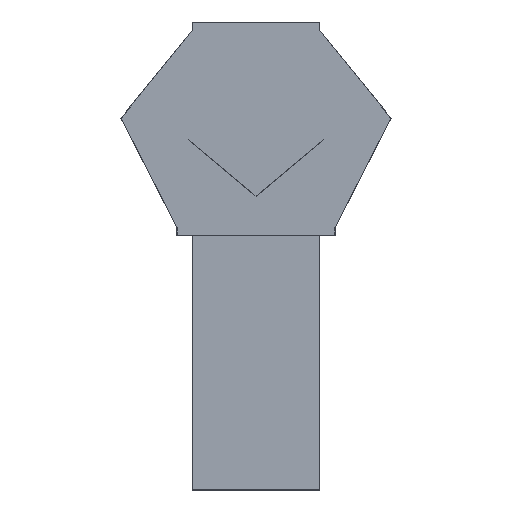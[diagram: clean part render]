
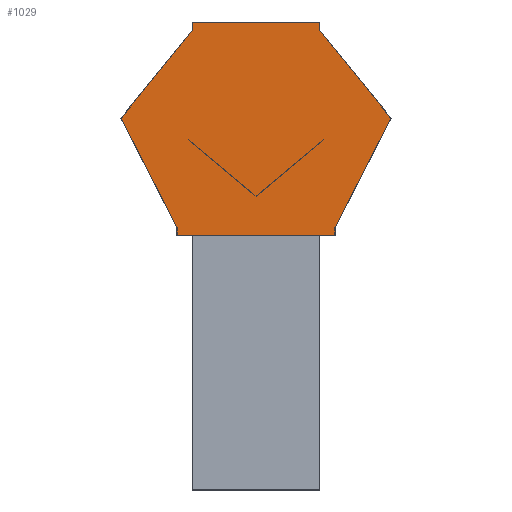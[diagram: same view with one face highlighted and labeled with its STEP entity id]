
A CAD part, top view. The second image highlights one B-rep face of the part: STEP entity #1029.
In plain terms, the highlighted planar face has unit normal (0, 0, 1).
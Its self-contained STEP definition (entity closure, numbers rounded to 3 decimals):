
#21 = CARTESIAN_POINT ( 'NONE',  ( -425., 0., 500. ) ) ;
#22 = VECTOR ( 'NONE', #556, 1000. ) ;
#72 = LINE ( 'NONE', #1103, #517 ) ;
#79 = ORIENTED_EDGE ( 'NONE', *, *, #385, .T. ) ;
#86 = CARTESIAN_POINT ( 'NONE',  ( -249.306, -369.82, 500. ) ) ;
#116 = CARTESIAN_POINT ( 'NONE',  ( -249.306, -344.82, 500. ) ) ;
#117 = DIRECTION ( 'NONE',  ( 0., 1., 0. ) ) ;
#152 = ORIENTED_EDGE ( 'NONE', *, *, #1552, .T. ) ;
#204 = VECTOR ( 'NONE', #1591, 1000. ) ;
#278 = VERTEX_POINT ( 'NONE', #994 ) ;
#347 = EDGE_CURVE ( 'NONE', #1400, #1368, #1032, .T. ) ;
#360 = EDGE_CURVE ( 'NONE', #278, #1163, #1630, .T. ) ;
#368 = LINE ( 'NONE', #1485, #204 ) ;
#385 = EDGE_CURVE ( 'NONE', #1453, #1163, #587, .T. ) ;
#392 = CARTESIAN_POINT ( 'NONE',  ( 0., 0., 500. ) ) ;
#425 = VERTEX_POINT ( 'NONE', #86 ) ;
#481 = VERTEX_POINT ( 'NONE', #1140 ) ;
#489 = CARTESIAN_POINT ( 'NONE',  ( 249.306, -344.82, 500. ) ) ;
#511 = VECTOR ( 'NONE', #645, 1000. ) ;
#517 = VECTOR ( 'NONE', #117, 1000. ) ;
#518 = ORIENTED_EDGE ( 'NONE', *, *, #733, .T. ) ;
#527 = DIRECTION ( 'NONE',  ( 1., 0., 0. ) ) ;
#539 = VECTOR ( 'NONE', #1102, 1000. ) ;
#553 = DIRECTION ( 'NONE',  ( 1., 0., 0. ) ) ;
#556 = DIRECTION ( 'NONE',  ( 1., 0., 0. ) ) ;
#572 = LINE ( 'NONE', #116, #539 ) ;
#587 = LINE ( 'NONE', #740, #656 ) ;
#614 = ORIENTED_EDGE ( 'NONE', *, *, #360, .F. ) ;
#639 = DIRECTION ( 'NONE',  ( -0.629, -0.777, 0. ) ) ;
#645 = DIRECTION ( 'NONE',  ( 0., -1., 0. ) ) ;
#650 = CARTESIAN_POINT ( 'NONE',  ( -249.306, -344.82, 500. ) ) ;
#656 = VECTOR ( 'NONE', #1246, 1000. ) ;
#660 = VECTOR ( 'NONE', #527, 1000. ) ;
#664 = CARTESIAN_POINT ( 'NONE',  ( -425., 0., 500. ) ) ;
#670 = VERTEX_POINT ( 'NONE', #489 ) ;
#682 = VECTOR ( 'NONE', #1556, 1000. ) ;
#693 = PLANE ( 'NONE',  #1543 ) ;
#733 = EDGE_CURVE ( 'NONE', #670, #1453, #368, .T. ) ;
#740 = CARTESIAN_POINT ( 'NONE',  ( 425., 0., 500. ) ) ;
#741 = VECTOR ( 'NONE', #1014, 1000. ) ;
#745 = ORIENTED_EDGE ( 'NONE', *, *, #1282, .T. ) ;
#758 = ORIENTED_EDGE ( 'NONE', *, *, #962, .T. ) ;
#775 = EDGE_LOOP ( 'NONE', ( #1067, #152, #934, #758, #518, #79, #614, #909, #913, #745 ) ) ;
#793 = FACE_OUTER_BOUND ( 'NONE', #775, .T. ) ;
#908 = VERTEX_POINT ( 'NONE', #1399 ) ;
#909 = ORIENTED_EDGE ( 'NONE', *, *, #1047, .F. ) ;
#913 = ORIENTED_EDGE ( 'NONE', *, *, #1323, .T. ) ;
#924 = LINE ( 'NONE', #1404, #660 ) ;
#934 = ORIENTED_EDGE ( 'NONE', *, *, #1521, .T. ) ;
#962 = EDGE_CURVE ( 'NONE', #908, #670, #72, .T. ) ;
#994 = CARTESIAN_POINT ( 'NONE',  ( 200.962, 302.364, 500. ) ) ;
#1014 = DIRECTION ( 'NONE',  ( 0.454, -0.891, 0. ) ) ;
#1021 = LINE ( 'NONE', #1371, #1078 ) ;
#1029 = ADVANCED_FACE ( 'NONE', ( #793 ), #693, .T. ) ;
#1032 = LINE ( 'NONE', #21, #741 ) ;
#1046 = CARTESIAN_POINT ( 'NONE',  ( -200.962, 276.664, 500. ) ) ;
#1047 = EDGE_CURVE ( 'NONE', #481, #278, #1287, .T. ) ;
#1067 = ORIENTED_EDGE ( 'NONE', *, *, #347, .T. ) ;
#1078 = VECTOR ( 'NONE', #639, 1000. ) ;
#1087 = CARTESIAN_POINT ( 'NONE',  ( 425., 0., 500. ) ) ;
#1102 = DIRECTION ( 'NONE',  ( 0., -1., 0. ) ) ;
#1103 = CARTESIAN_POINT ( 'NONE',  ( 249.306, -369.82, 500. ) ) ;
#1140 = CARTESIAN_POINT ( 'NONE',  ( -200.962, 302.364, 500. ) ) ;
#1163 = VERTEX_POINT ( 'NONE', #1449 ) ;
#1176 = CARTESIAN_POINT ( 'NONE',  ( -200.962, 301.664, 500. ) ) ;
#1202 = VERTEX_POINT ( 'NONE', #1046 ) ;
#1220 = CARTESIAN_POINT ( 'NONE',  ( -200.962, 302.364, 500. ) ) ;
#1246 = DIRECTION ( 'NONE',  ( -0.629, 0.777, 0. ) ) ;
#1282 = EDGE_CURVE ( 'NONE', #1202, #1400, #1021, .T. ) ;
#1287 = LINE ( 'NONE', #1220, #22 ) ;
#1311 = DIRECTION ( 'NONE',  ( 0., 0., 1. ) ) ;
#1323 = EDGE_CURVE ( 'NONE', #481, #1202, #1466, .T. ) ;
#1348 = CARTESIAN_POINT ( 'NONE',  ( 200.962, 301.664, 500. ) ) ;
#1368 = VERTEX_POINT ( 'NONE', #650 ) ;
#1371 = CARTESIAN_POINT ( 'NONE',  ( -425., 0., 500. ) ) ;
#1399 = CARTESIAN_POINT ( 'NONE',  ( 249.306, -369.82, 500. ) ) ;
#1400 = VERTEX_POINT ( 'NONE', #664 ) ;
#1404 = CARTESIAN_POINT ( 'NONE',  ( -249.306, -369.82, 500. ) ) ;
#1449 = CARTESIAN_POINT ( 'NONE',  ( 200.962, 276.664, 500. ) ) ;
#1453 = VERTEX_POINT ( 'NONE', #1087 ) ;
#1466 = LINE ( 'NONE', #1176, #511 ) ;
#1485 = CARTESIAN_POINT ( 'NONE',  ( 425., 0., 500. ) ) ;
#1521 = EDGE_CURVE ( 'NONE', #425, #908, #924, .T. ) ;
#1543 = AXIS2_PLACEMENT_3D ( 'NONE', #392, #1311, #553 ) ;
#1552 = EDGE_CURVE ( 'NONE', #1368, #425, #572, .T. ) ;
#1556 = DIRECTION ( 'NONE',  ( 0., -1., 0. ) ) ;
#1591 = DIRECTION ( 'NONE',  ( 0.454, 0.891, 0. ) ) ;
#1630 = LINE ( 'NONE', #1348, #682 ) ;
